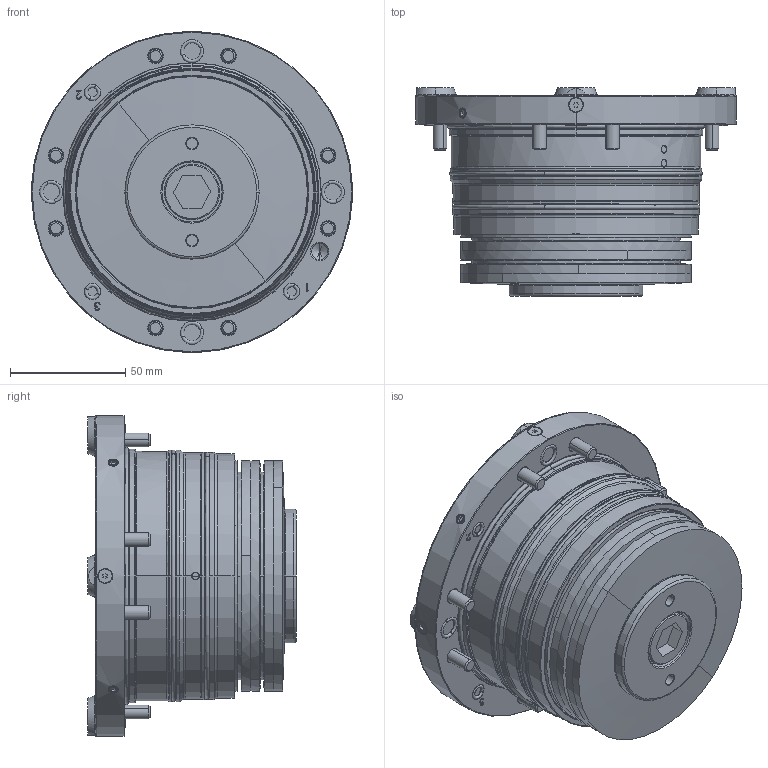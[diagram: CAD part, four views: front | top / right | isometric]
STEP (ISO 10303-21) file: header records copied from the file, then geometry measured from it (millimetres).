
FILE_DESCRIPTION (( 'STEP AP214' ), '1' );
FILE_NAME ('801 215 classic 2 balance Twister OZ 069-015.STEP', '2015-03-13T16:48:28', ( '' ), ( '' ), 'SwSTEP 2.0', 'SolidWorks 2015', '' );
FILE_SCHEMA (( 'AUTOMOTIVE_DESIGN' ));
Length unit declared in the file: millimetre
Products named in the file (1): 801 215 classic 2 balance Twister OZ 069-015
Bounding box: 139 x 90.3 x 139 mm (x, y, z)
Volume: 776545.2 mm3; surface area: 76488.7 mm2
Topology: 1 solids, 5 shells, 806 faces, 1958 edges, 1245 vertices
Faces by surface type: cylinder 296, cone 184, plane 160, torus 114, sphere 32, bspline 20
Entity records: 36126 total; most frequent: CARTESIAN_POINT 9624, DIRECTION 4130, ORIENTED_EDGE 3908, EDGE_CURVE 1954, AXIS2_PLACEMENT_3D 1779, VERTEX_POINT 1245, CIRCLE 992, EDGE_LOOP 907
